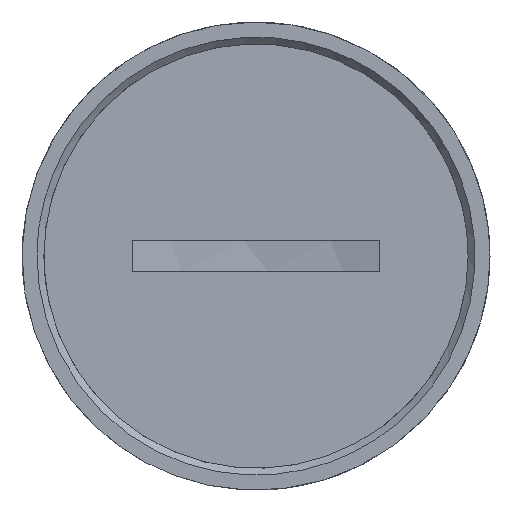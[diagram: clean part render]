
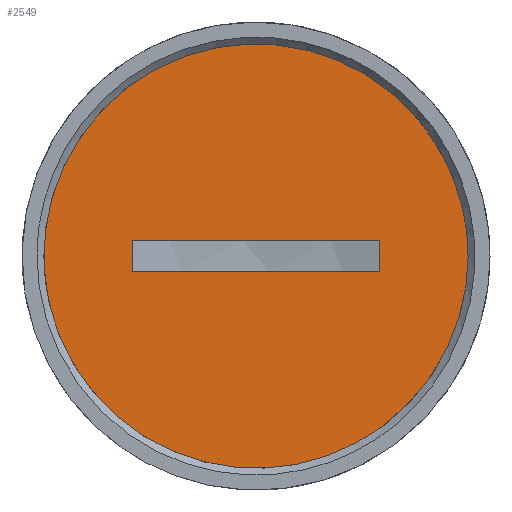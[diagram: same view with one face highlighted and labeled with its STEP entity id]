
A CAD part, front view. The second image highlights one B-rep face of the part: STEP entity #2549.
In plain terms, the highlighted free-form (B-spline) face has degree [1, 1] with [2, 2] control points.
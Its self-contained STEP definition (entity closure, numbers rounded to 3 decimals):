
#21 = EDGE_CURVE('',#22,#24,#26,.T.);
#22 = VERTEX_POINT('',#23);
#23 = CARTESIAN_POINT('',(7.329,17.916,0.937)
  );
#24 = VERTEX_POINT('',#25);
#25 = CARTESIAN_POINT('',(7.329,17.916,-0.937)
  );
#26 = B_SPLINE_CURVE_WITH_KNOTS('',1,(#27,#28),.UNSPECIFIED.,.F.,.F.,(2,
    2),(-1.15,1.15),.PIECEWISE_BEZIER_KNOTS.);
#27 = CARTESIAN_POINT('',(7.329,17.916,0.937)
  );
#28 = CARTESIAN_POINT('',(7.329,17.916,-0.937)
  );
#57 = EDGE_CURVE('',#58,#22,#60,.T.);
#58 = VERTEX_POINT('',#59);
#59 = CARTESIAN_POINT('',(-7.329,17.916,0.937
    ));
#60 = B_SPLINE_CURVE_WITH_KNOTS('',1,(#61,#62),.UNSPECIFIED.,.F.,.F.,(2,
    2),(-1.25,16.75),.PIECEWISE_BEZIER_KNOTS.);
#61 = CARTESIAN_POINT('',(-7.329,17.916,0.937
    ));
#62 = CARTESIAN_POINT('',(7.329,17.916,0.937)
  );
#211 = EDGE_CURVE('',#24,#212,#214,.T.);
#212 = VERTEX_POINT('',#213);
#213 = CARTESIAN_POINT('',(-7.329,17.916,
    -0.937));
#214 = B_SPLINE_CURVE_WITH_KNOTS('',1,(#215,#216),.UNSPECIFIED.,.F.,.F.,
  (2,2),(-16.75,1.25),.PIECEWISE_BEZIER_KNOTS.);
#215 = CARTESIAN_POINT('',(7.329,17.916,-0.937
    ));
#216 = CARTESIAN_POINT('',(-7.329,17.916,
    -0.937));
#401 = EDGE_CURVE('',#212,#58,#402,.T.);
#402 = B_SPLINE_CURVE_WITH_KNOTS('',1,(#403,#404),.UNSPECIFIED.,.F.,.F.,
  (2,2),(-1.15,1.15),.PIECEWISE_BEZIER_KNOTS.);
#403 = CARTESIAN_POINT('',(-7.329,17.916,
    -0.937));
#404 = CARTESIAN_POINT('',(-7.329,17.916,
    0.937));
#1494 = VERTEX_POINT('',#1495);
#1495 = CARTESIAN_POINT('',(12.623,17.916,
    0.));
#1503 = EDGE_CURVE('',#1494,#1494,#1504,.T.);
#1504 = ( BOUNDED_CURVE() B_SPLINE_CURVE(2,(#1505,#1506,#1507,#1508,
#1509,#1510,#1511),.UNSPECIFIED.,.T.,.F.) B_SPLINE_CURVE_WITH_KNOTS((1,2
    ,2,2,2,1),(-2.094,0.,2.094,4.189,
6.283,8.378),.UNSPECIFIED.) CURVE() 
GEOMETRIC_REPRESENTATION_ITEM() RATIONAL_B_SPLINE_CURVE((1.,0.5,1.,0.5,
1.,0.5,1.)) REPRESENTATION_ITEM('') );
#1505 = CARTESIAN_POINT('',(12.623,17.916,0.));
#1506 = CARTESIAN_POINT('',(12.623,17.916,
    -21.863));
#1507 = CARTESIAN_POINT('',(-6.311,17.916,
    -10.932));
#1508 = CARTESIAN_POINT('',(-25.245,17.916,
    0.));
#1509 = CARTESIAN_POINT('',(-6.311,17.916,
    10.932));
#1510 = CARTESIAN_POINT('',(12.623,17.916,
    21.863));
#1511 = CARTESIAN_POINT('',(12.623,17.916,0.));
#2549 = ADVANCED_FACE('',(#2550,#2553),#2559,.T.);
#2550 = FACE_BOUND('',#2551,.T.);
#2551 = EDGE_LOOP('',(#2552));
#2552 = ORIENTED_EDGE('',*,*,#1503,.F.);
#2553 = FACE_BOUND('',#2554,.T.);
#2554 = EDGE_LOOP('',(#2555,#2556,#2557,#2558));
#2555 = ORIENTED_EDGE('',*,*,#211,.T.);
#2556 = ORIENTED_EDGE('',*,*,#401,.T.);
#2557 = ORIENTED_EDGE('',*,*,#57,.T.);
#2558 = ORIENTED_EDGE('',*,*,#21,.T.);
#2559 = B_SPLINE_SURFACE_WITH_KNOTS('',1,1,(
    (#2560,#2561)
    ,(#2562,#2563
    )),.UNSPECIFIED.,.F.,.F.,.F.,(2,2),(2,2),(-15.5,15.5),(0.,31.),
  .PIECEWISE_BEZIER_KNOTS.);
#2560 = CARTESIAN_POINT('',(-12.623,17.916,
    12.623));
#2561 = CARTESIAN_POINT('',(12.623,17.916,
    12.623));
#2562 = CARTESIAN_POINT('',(-12.623,17.916,
    -12.623));
#2563 = CARTESIAN_POINT('',(12.623,17.916,
    -12.623));
